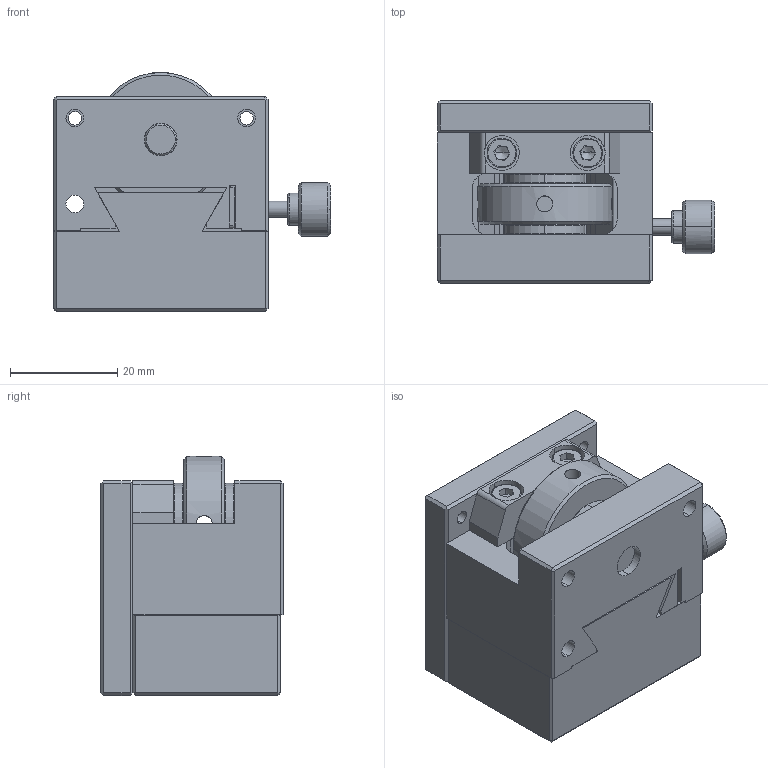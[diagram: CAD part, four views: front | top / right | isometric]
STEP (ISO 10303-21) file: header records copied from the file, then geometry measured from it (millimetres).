
FILE_DESCRIPTION (( 'STEP AP203' ), '1' );
FILE_NAME ('517250.STEP', '2021-02-22T03:28:52', ( '' ), ( '' ), 'SwSTEP 2.0', 'SolidWorks 2020', '' );
FILE_SCHEMA (( 'CONFIG_CONTROL_DESIGN' ));
Length unit declared in the file: millimetre
Products named in the file (1): 517250
Bounding box: 51.65 x 34 x 44.54 mm (x, y, z)
Surface area: 17577.9 mm2 (no closed solid volume)
Topology: 0 solids, 20 shells, 293 faces, 862 edges, 573 vertices
Faces by surface type: plane 175, cylinder 71, cone 31, bspline 16
Entity records: 12097 total; most frequent: CARTESIAN_POINT 4420, ORIENTED_EDGE 1540, DIRECTION 1503, EDGE_CURVE 848, VERTEX_POINT 573, VECTOR 507, LINE 507, AXIS2_PLACEMENT_3D 498
